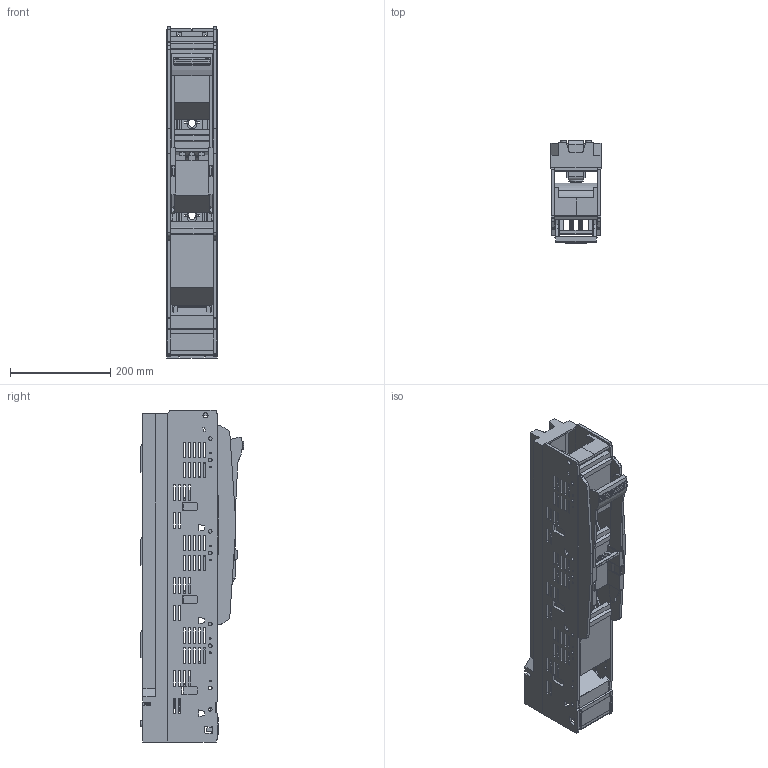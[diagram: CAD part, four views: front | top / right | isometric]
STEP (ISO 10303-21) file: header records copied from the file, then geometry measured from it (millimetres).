
FILE_DESCRIPTION(('CATIA V5 STEP'),'2;1');
FILE_NAME('L0517_NH_Sicherungslastschaltleiste_SL2_3x3_3A.stp','2018-08-14T13:54:26+00:00',('none'),('Jean Müller GmbH'),'CATIA Version 5 Release 19 SP 9 (IN-10)','CATIA V5 STEP AP214','none');
FILE_SCHEMA(('AUTOMOTIVE_DESIGN { 1 0 10303 214 1 1 1 1 }'));
Products named in the file (1): L0517_NH-Sicherungslastschaltleiste
Bounding box: 100 x 206.1 x 661.98 mm (x, y, z)
Volume: 3115357.4 mm3; surface area: 1074166.6 mm2
Topology: 13 solids, 17 shells, 2458 faces, 6396 edges, 3989 vertices
Faces by surface type: plane 2102, cylinder 298, cone 42, bspline 8, sphere 4, torus 4
Entity records: 71553 total; most frequent: CARTESIAN_POINT 13747, ORIENTED_EDGE 12784, DIRECTION 9974, EDGE_CURVE 6392, VECTOR 5650, LINE 5650, VERTEX_POINT 3989, EDGE_LOOP 2849
